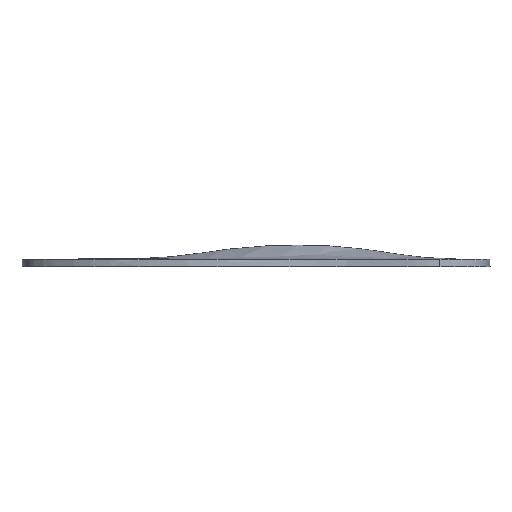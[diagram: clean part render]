
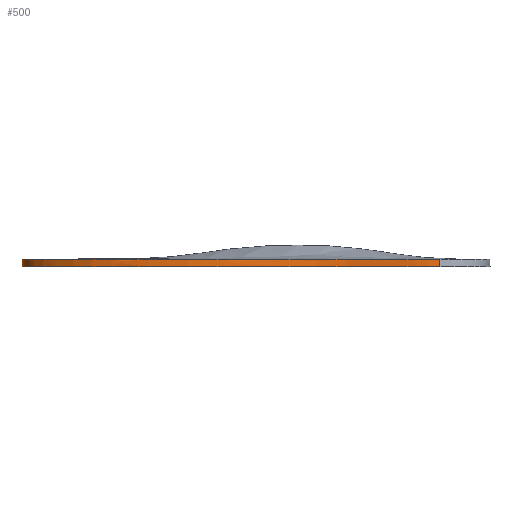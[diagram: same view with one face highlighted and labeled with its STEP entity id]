
A CAD part, left-side view. The second image highlights one B-rep face of the part: STEP entity #500.
In plain terms, the highlighted face is a extrusion surface.
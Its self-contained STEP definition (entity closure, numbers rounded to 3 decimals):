
#309=CARTESIAN_POINT('Control Point',(-34.892,-149.056,4.)) ;
#310=CARTESIAN_POINT('Control Point',(-36.102,-143.881,4.)) ;
#311=CARTESIAN_POINT('Control Point',(-36.457,-138.566,4.)) ;
#312=CARTESIAN_POINT('Control Point',(-36.077,-133.359,4.)) ;
#313=CARTESIAN_POINT('Control Point',(-34.766,-123.712,4.)) ;
#314=CARTESIAN_POINT('Control Point',(-33.274,-114.087,4.)) ;
#315=CARTESIAN_POINT('Control Point',(-32.717,-109.604,4.)) ;
#316=CARTESIAN_POINT('Control Point',(-31.909,-98.531,4.)) ;
#317=CARTESIAN_POINT('Control Point',(-32.615,-87.421,4.)) ;
#318=CARTESIAN_POINT('Control Point',(-33.635,-80.842,4.)) ;
#319=CARTESIAN_POINT('Control Point',(-36.166,-68.777,4.)) ;
#320=CARTESIAN_POINT('Control Point',(-39.179,-56.904,4.)) ;
#321=CARTESIAN_POINT('Control Point',(-40.546,-51.434,4.)) ;
#322=CARTESIAN_POINT('Control Point',(-42.782,-41.489,4.)) ;
#323=CARTESIAN_POINT('Control Point',(-44.295,-31.369,4.)) ;
#324=CARTESIAN_POINT('Control Point',(-44.774,-26.849,4.)) ;
#325=CARTESIAN_POINT('Control Point',(-45.203,-18.549,4.)) ;
#326=CARTESIAN_POINT('Control Point',(-44.913,-10.273,4.)) ;
#327=CARTESIAN_POINT('Control Point',(-44.651,-6.493,4.)) ;
#328=CARTESIAN_POINT('Control Point',(-43.76,3.763,4.)) ;
#329=CARTESIAN_POINT('Control Point',(-42.399,14.122,4.)) ;
#330=CARTESIAN_POINT('Control Point',(-41.372,20.633,4.)) ;
#331=CARTESIAN_POINT('Control Point',(-38.471,31.277,4.)) ;
#332=CARTESIAN_POINT('Control Point',(-33.637,41.12,4.)) ;
#333=CARTESIAN_POINT('Control Point',(-31.259,45.155,4.)) ;
#334=CARTESIAN_POINT('Control Point',(-27.047,51.803,4.)) ;
#335=CARTESIAN_POINT('Control Point',(-22.127,57.916,4.)) ;
#336=CARTESIAN_POINT('Control Point',(-20.103,60.141,4.)) ;
#337=CARTESIAN_POINT('Control Point',(-15.459,64.297,4.)) ;
#338=CARTESIAN_POINT('Control Point',(-9.954,66.979,4.)) ;
#339=CARTESIAN_POINT('Control Point',(-6.773,67.894,4.)) ;
#340=CARTESIAN_POINT('Control Point',(-3.318,68.308,4.)) ;
#341=CARTESIAN_POINT('Control Point',(0.412,68.22,4.)) ;
#342=CARTESIAN_POINT('Vertex',(-34.892,-149.056,4.)) ;
#344=CARTESIAN_POINT('Vertex',(0.412,68.22,4.)) ;
#409=CARTESIAN_POINT('Control Point',(-34.892,-149.056,0.)) ;
#410=CARTESIAN_POINT('Control Point',(-36.102,-143.881,0.)) ;
#411=CARTESIAN_POINT('Control Point',(-36.457,-138.566,0.)) ;
#412=CARTESIAN_POINT('Control Point',(-36.077,-133.359,0.)) ;
#413=CARTESIAN_POINT('Control Point',(-34.766,-123.712,0.)) ;
#414=CARTESIAN_POINT('Control Point',(-33.274,-114.087,0.)) ;
#415=CARTESIAN_POINT('Control Point',(-32.717,-109.604,0.)) ;
#416=CARTESIAN_POINT('Control Point',(-31.909,-98.531,0.)) ;
#417=CARTESIAN_POINT('Control Point',(-32.615,-87.421,0.)) ;
#418=CARTESIAN_POINT('Control Point',(-33.635,-80.842,0.)) ;
#419=CARTESIAN_POINT('Control Point',(-36.166,-68.777,0.)) ;
#420=CARTESIAN_POINT('Control Point',(-39.179,-56.904,0.)) ;
#421=CARTESIAN_POINT('Control Point',(-40.546,-51.434,0.)) ;
#422=CARTESIAN_POINT('Control Point',(-42.782,-41.489,0.)) ;
#423=CARTESIAN_POINT('Control Point',(-44.295,-31.369,0.)) ;
#424=CARTESIAN_POINT('Control Point',(-44.774,-26.849,0.)) ;
#425=CARTESIAN_POINT('Control Point',(-45.203,-18.549,0.)) ;
#426=CARTESIAN_POINT('Control Point',(-44.913,-10.273,0.)) ;
#427=CARTESIAN_POINT('Control Point',(-44.651,-6.493,0.)) ;
#428=CARTESIAN_POINT('Control Point',(-43.76,3.763,0.)) ;
#429=CARTESIAN_POINT('Control Point',(-42.399,14.122,0.)) ;
#430=CARTESIAN_POINT('Control Point',(-41.372,20.633,0.)) ;
#431=CARTESIAN_POINT('Control Point',(-38.471,31.277,0.)) ;
#432=CARTESIAN_POINT('Control Point',(-33.637,41.12,0.)) ;
#433=CARTESIAN_POINT('Control Point',(-31.259,45.155,0.)) ;
#434=CARTESIAN_POINT('Control Point',(-27.047,51.803,0.)) ;
#435=CARTESIAN_POINT('Control Point',(-22.127,57.916,0.)) ;
#436=CARTESIAN_POINT('Control Point',(-20.103,60.141,0.)) ;
#437=CARTESIAN_POINT('Control Point',(-15.459,64.297,0.)) ;
#438=CARTESIAN_POINT('Control Point',(-9.954,66.979,0.)) ;
#439=CARTESIAN_POINT('Control Point',(-6.773,67.894,0.)) ;
#440=CARTESIAN_POINT('Control Point',(-3.318,68.308,0.)) ;
#441=CARTESIAN_POINT('Control Point',(0.412,68.22,0.)) ;
#445=CARTESIAN_POINT('Line Origine',(0.412,68.22,10.)) ;
#449=CARTESIAN_POINT('Vertex',(0.412,68.22,0.)) ;
#453=CARTESIAN_POINT('Control Point',(-34.892,-149.056,0.)) ;
#454=CARTESIAN_POINT('Control Point',(-36.102,-143.881,0.)) ;
#455=CARTESIAN_POINT('Control Point',(-36.457,-138.566,0.)) ;
#456=CARTESIAN_POINT('Control Point',(-36.077,-133.359,0.)) ;
#457=CARTESIAN_POINT('Control Point',(-34.766,-123.712,0.)) ;
#458=CARTESIAN_POINT('Control Point',(-33.274,-114.087,0.)) ;
#459=CARTESIAN_POINT('Control Point',(-32.717,-109.604,0.)) ;
#460=CARTESIAN_POINT('Control Point',(-31.909,-98.531,0.)) ;
#461=CARTESIAN_POINT('Control Point',(-32.615,-87.421,0.)) ;
#462=CARTESIAN_POINT('Control Point',(-33.635,-80.842,0.)) ;
#463=CARTESIAN_POINT('Control Point',(-36.166,-68.777,0.)) ;
#464=CARTESIAN_POINT('Control Point',(-39.179,-56.904,0.)) ;
#465=CARTESIAN_POINT('Control Point',(-40.546,-51.434,0.)) ;
#466=CARTESIAN_POINT('Control Point',(-42.782,-41.489,0.)) ;
#467=CARTESIAN_POINT('Control Point',(-44.295,-31.369,0.)) ;
#468=CARTESIAN_POINT('Control Point',(-44.774,-26.849,0.)) ;
#469=CARTESIAN_POINT('Control Point',(-45.203,-18.549,0.)) ;
#470=CARTESIAN_POINT('Control Point',(-44.913,-10.273,0.)) ;
#471=CARTESIAN_POINT('Control Point',(-44.651,-6.493,0.)) ;
#472=CARTESIAN_POINT('Control Point',(-43.76,3.763,0.)) ;
#473=CARTESIAN_POINT('Control Point',(-42.399,14.122,0.)) ;
#474=CARTESIAN_POINT('Control Point',(-41.372,20.633,0.)) ;
#475=CARTESIAN_POINT('Control Point',(-38.471,31.277,0.)) ;
#476=CARTESIAN_POINT('Control Point',(-33.637,41.12,0.)) ;
#477=CARTESIAN_POINT('Control Point',(-31.259,45.155,0.)) ;
#478=CARTESIAN_POINT('Control Point',(-27.047,51.803,0.)) ;
#479=CARTESIAN_POINT('Control Point',(-22.127,57.916,0.)) ;
#480=CARTESIAN_POINT('Control Point',(-20.103,60.141,0.)) ;
#481=CARTESIAN_POINT('Control Point',(-15.459,64.297,0.)) ;
#482=CARTESIAN_POINT('Control Point',(-9.954,66.979,0.)) ;
#483=CARTESIAN_POINT('Control Point',(-6.773,67.894,0.)) ;
#484=CARTESIAN_POINT('Control Point',(-3.318,68.308,0.)) ;
#485=CARTESIAN_POINT('Control Point',(0.412,68.22,0.)) ;
#486=CARTESIAN_POINT('Vertex',(-34.892,-149.056,0.)) ;
#489=CARTESIAN_POINT('Line Origine',(-34.892,-149.056,10.)) ;
#442=DIRECTION('Vector Direction',(0.,0.,1.)) ;
#446=DIRECTION('Vector Direction',(0.,0.,1.)) ;
#490=DIRECTION('Vector Direction',(0.,0.,1.)) ;
#495=ORIENTED_EDGE('',*,*,#346,.T.) ;
#496=ORIENTED_EDGE('',*,*,#451,.F.) ;
#497=ORIENTED_EDGE('',*,*,#488,.F.) ;
#498=ORIENTED_EDGE('',*,*,#493,.T.) ;
#443=VECTOR('Extrusion Surface Vector',#442,1.) ;
#447=VECTOR('Line Direction',#446,1.) ;
#491=VECTOR('Line Direction',#490,1.) ;
#500=ADVANCED_FACE('\X2\96F64EF651E04F554F53\X0\',(#499),#444,.F.) ;
#308=B_SPLINE_CURVE_WITH_KNOTS('',5,(#309,#310,#311,#312,#313,#314,#315,#316,#317,#318,#319,#320,#321,#322,#323,#324,#325,#326,#327,#328,#329,#330,#331,#332,#333,#334,#335,#336,#337,#338,#339,#340,#341),.UNSPECIFIED.,.F.,.U.,(6,3,3,3,3,3,3,3,3,3,6),(321.603,347.634,370.177,403.124,431.445,454.026,473.028,505.261,528.713,543.517,560.074),.UNSPECIFIED.) ;
#408=B_SPLINE_CURVE_WITH_KNOTS('',5,(#409,#410,#411,#412,#413,#414,#415,#416,#417,#418,#419,#420,#421,#422,#423,#424,#425,#426,#427,#428,#429,#430,#431,#432,#433,#434,#435,#436,#437,#438,#439,#440,#441),.UNSPECIFIED.,.F.,.U.,(6,3,3,3,3,3,3,3,3,3,6),(321.603,347.634,370.177,403.124,431.445,454.026,473.028,505.261,528.713,543.517,560.074),.UNSPECIFIED.) ;
#452=B_SPLINE_CURVE_WITH_KNOTS('',5,(#453,#454,#455,#456,#457,#458,#459,#460,#461,#462,#463,#464,#465,#466,#467,#468,#469,#470,#471,#472,#473,#474,#475,#476,#477,#478,#479,#480,#481,#482,#483,#484,#485),.UNSPECIFIED.,.F.,.U.,(6,3,3,3,3,3,3,3,3,3,6),(321.603,347.634,370.177,403.124,431.445,454.026,473.028,505.261,528.713,543.517,560.074),.UNSPECIFIED.) ;
#346=EDGE_CURVE('',#343,#345,#308,.T.) ;
#451=EDGE_CURVE('',#450,#345,#448,.T.) ;
#488=EDGE_CURVE('',#487,#450,#452,.T.) ;
#493=EDGE_CURVE('',#487,#343,#492,.T.) ;
#494=EDGE_LOOP('',(#495,#496,#497,#498)) ;
#499=FACE_OUTER_BOUND('',#494,.T.) ;
#448=LINE('Line',#445,#447) ;
#492=LINE('Line',#489,#491) ;
#444=SURFACE_OF_LINEAR_EXTRUSION('generated tabulated cylinder',#408,#443) ;
#343=VERTEX_POINT('',#342) ;
#345=VERTEX_POINT('',#344) ;
#450=VERTEX_POINT('',#449) ;
#487=VERTEX_POINT('',#486) ;
